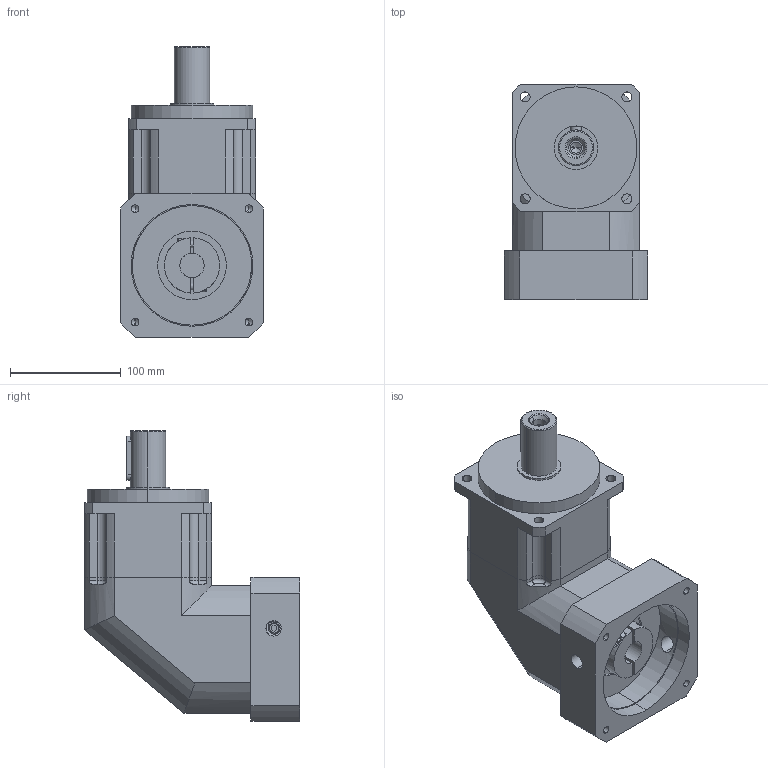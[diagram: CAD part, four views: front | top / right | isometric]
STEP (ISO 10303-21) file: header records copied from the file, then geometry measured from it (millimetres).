
FILE_DESCRIPTION (( 'STEP AP203' ), '1' );
FILE_NAME ('GPBR115-L1-(22-110-145-M8).STEP', '2022-05-26T03:54:27', ( '微软用户' ), ( '微软中国' ), 'SwSTEP 2.0', 'SolidWorks 2018', '' );
FILE_SCHEMA (( 'CONFIG_CONTROL_DESIGN' ));
Length unit declared in the file: millimetre
Products named in the file (1): GPBR115-L1-(22-110-145-M8)
Bounding box: 130 x 194.5 x 262.5 mm (x, y, z)
Volume: 2880764.3 mm3; surface area: 223513.7 mm2
Topology: 4 solids, 4 shells, 234 faces, 589 edges, 375 vertices
Faces by surface type: cylinder 114, plane 96, cone 14, torus 10
Entity records: 7584 total; most frequent: CARTESIAN_POINT 1764, DIRECTION 1249, ORIENTED_EDGE 1158, EDGE_CURVE 579, AXIS2_PLACEMENT_3D 466, VERTEX_POINT 375, LINE 317, VECTOR 317
